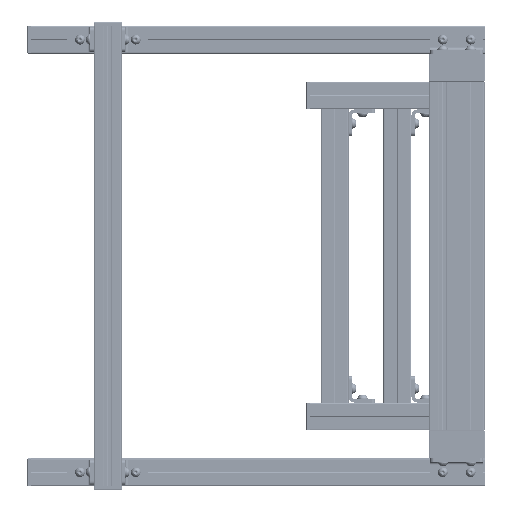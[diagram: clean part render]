
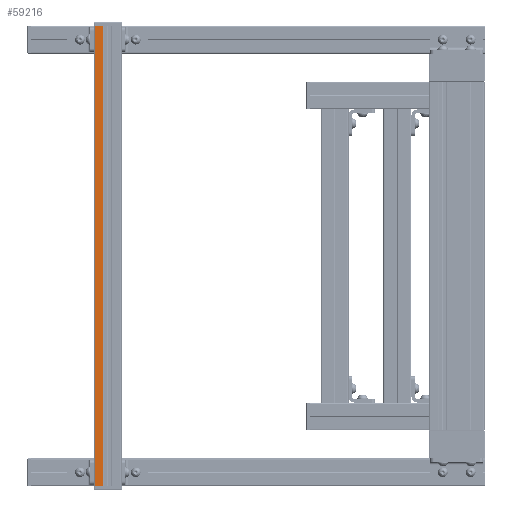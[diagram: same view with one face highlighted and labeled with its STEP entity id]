
A CAD part, left-side view. The second image highlights one B-rep face of the part: STEP entity #59216.
In plain terms, the highlighted planar face has unit normal (-1, 0, 0).
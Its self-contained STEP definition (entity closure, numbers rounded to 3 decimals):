
#6148 = DIRECTION ( 'NONE',  ( 0., 1., 0. ) ) ;
#6286 = CARTESIAN_POINT ( 'NONE',  ( -20., 6.325, -660. ) ) ;
#8688 = DIRECTION ( 'NONE',  ( 0., 0., -1. ) ) ;
#10205 = VECTOR ( 'NONE', #72298, 1000. ) ;
#15820 = AXIS2_PLACEMENT_3D ( 'NONE', #47702, #72818, #46027 ) ;
#15979 = VERTEX_POINT ( 'NONE', #28692 ) ;
#28692 = CARTESIAN_POINT ( 'NONE',  ( -20., 6.325, 0. ) ) ;
#33748 = VERTEX_POINT ( 'NONE', #6286 ) ;
#41328 = VECTOR ( 'NONE', #6148, 1000. ) ;
#43194 = VECTOR ( 'NONE', #77880, 1000. ) ;
#43610 = VERTEX_POINT ( 'NONE', #67183 ) ;
#43625 = EDGE_LOOP ( 'NONE', ( #100311, #63856, #86328, #66275 ) ) ;
#44202 = CARTESIAN_POINT ( 'NONE',  ( -20., 20., -660. ) ) ;
#46027 = DIRECTION ( 'NONE',  ( 0., 1., 0. ) ) ;
#47702 = CARTESIAN_POINT ( 'NONE',  ( -20., 20., -660. ) ) ;
#49509 = LINE ( 'NONE', #112791, #41328 ) ;
#55713 = PLANE ( 'NONE',  #15820 ) ;
#59216 = ADVANCED_FACE ( 'NONE', ( #99603 ), #55713, .T. ) ;
#59515 = EDGE_CURVE ( 'NONE', #33748, #65442, #88083, .T. ) ;
#63856 = ORIENTED_EDGE ( 'NONE', *, *, #109344, .T. ) ;
#65442 = VERTEX_POINT ( 'NONE', #91510 ) ;
#66275 = ORIENTED_EDGE ( 'NONE', *, *, #80790, .F. ) ;
#67183 = CARTESIAN_POINT ( 'NONE',  ( -20., 18., 0. ) ) ;
#72298 = DIRECTION ( 'NONE',  ( 0., 0., -1. ) ) ;
#72818 = DIRECTION ( 'NONE',  ( -1., 0., 0. ) ) ;
#77880 = DIRECTION ( 'NONE',  ( 0., 1., 0. ) ) ;
#78432 = EDGE_CURVE ( 'NONE', #15979, #43610, #49509, .T. ) ;
#80790 = EDGE_CURVE ( 'NONE', #15979, #33748, #112532, .T. ) ;
#86328 = ORIENTED_EDGE ( 'NONE', *, *, #59515, .F. ) ;
#87674 = CARTESIAN_POINT ( 'NONE',  ( -20., 18., -660. ) ) ;
#88083 = LINE ( 'NONE', #44202, #43194 ) ;
#91510 = CARTESIAN_POINT ( 'NONE',  ( -20., 18., -660. ) ) ;
#98506 = LINE ( 'NONE', #87674, #10205 ) ;
#99603 = FACE_OUTER_BOUND ( 'NONE', #43625, .T. ) ;
#100311 = ORIENTED_EDGE ( 'NONE', *, *, #78432, .T. ) ;
#109240 = VECTOR ( 'NONE', #8688, 1000. ) ;
#109344 = EDGE_CURVE ( 'NONE', #43610, #65442, #98506, .T. ) ;
#111394 = CARTESIAN_POINT ( 'NONE',  ( -20., 6.325, -660. ) ) ;
#112532 = LINE ( 'NONE', #111394, #109240 ) ;
#112791 = CARTESIAN_POINT ( 'NONE',  ( -20., 20., 0. ) ) ;
